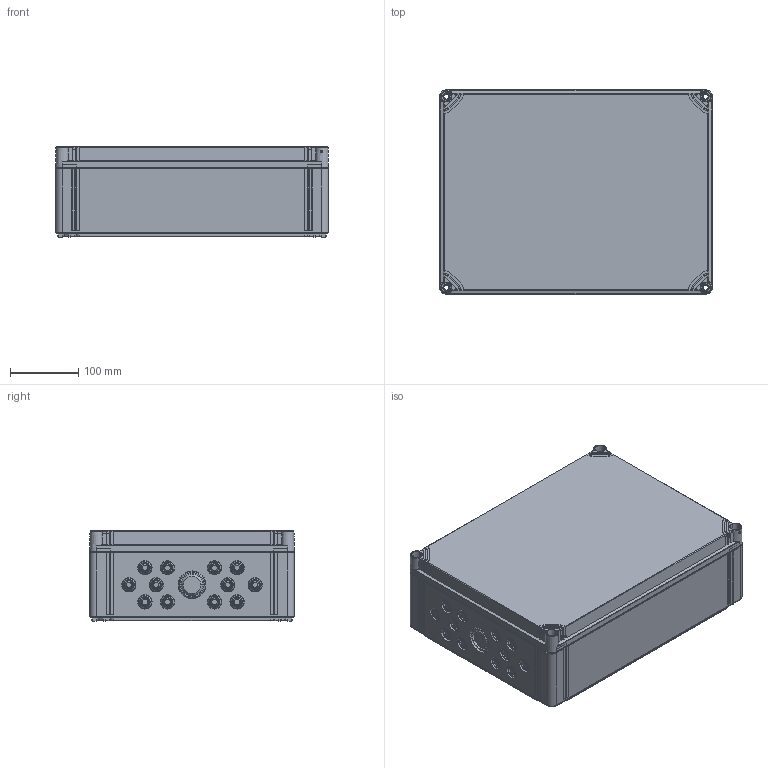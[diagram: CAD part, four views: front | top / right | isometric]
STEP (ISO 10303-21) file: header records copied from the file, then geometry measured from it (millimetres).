
FILE_DESCRIPTION((''),'2;1');
FILE_NAME('OPCM304013T_ASM','2008-12-19T',('pasi_koskela'),(''),'PRO/ENGINEER BY PARAMETRIC TECHNOLOGY CORPORATION, 2008250','PRO/ENGINEER BY PARAMETRIC TECHNOLOGY CORPORATION, 2008250','');
FILE_SCHEMA(('AUTOMOTIVE_DESIGN_CC2 { 1 2 10303 214 -1 1 5 2 }'));
Products named in the file (3): OPCM304010B; OPCT304003L; OPCM304013T_ASM
Assembly tree (2 placements, depth 2):
  OPCM304013T_ASM
    OPCM304010B
    OPCT304003L
Bounding box: 400 x 300 x 132 mm (x, y, z)
Volume: 1792195.7 mm3; surface area: 969245.4 mm2
Topology: 2 solids, 2 shells, 3009 faces, 7746 edges, 4933 vertices
Faces by surface type: plane 1295, cone 820, cylinder 534, torus 302, bspline 56, sphere 2
Entity records: 123402 total; most frequent: CARTESIAN_POINT 26975, ORIENTED_EDGE 15488, DIRECTION 15070, PRESENTATION_STYLE_ASSIGNMENT 7746, STYLED_ITEM 7746, CURVE_STYLE 7744, EDGE_CURVE 7744, AXIS2_PLACEMENT_3D 5598
